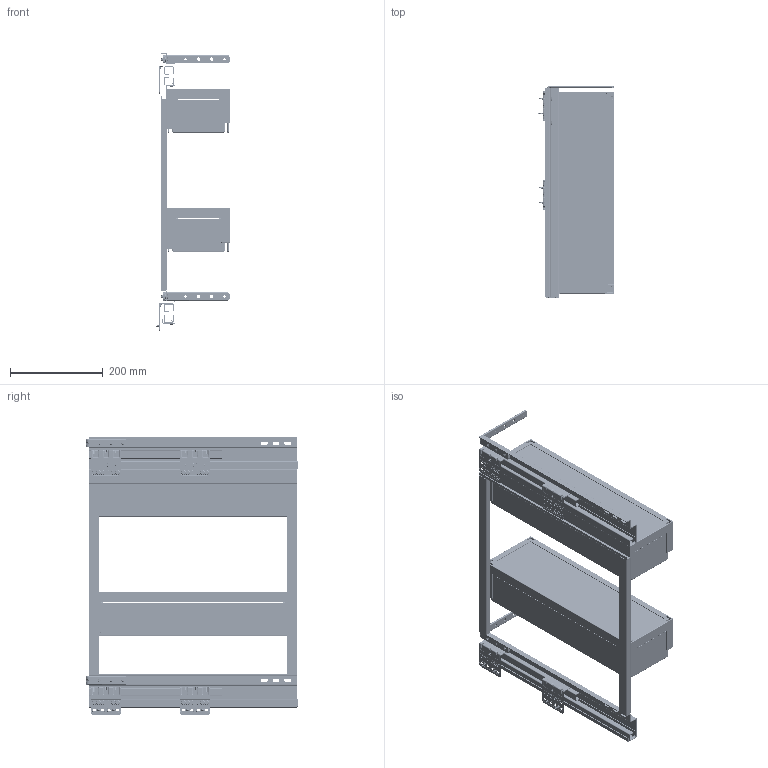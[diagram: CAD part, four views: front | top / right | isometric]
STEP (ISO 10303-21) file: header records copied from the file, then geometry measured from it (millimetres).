
FILE_DESCRIPTION((''),'2;1');
FILE_NAME('MX200-2L_ASM','2025-07-24T',('pc'),(''),'PRO/ENGINEER BY PARAMETRIC TECHNOLOGY CORPORATION, 2011310','PRO/ENGINEER BY PARAMETRIC TECHNOLOGY CORPORATION, 2011310','');
FILE_SCHEMA(('CONFIG_CONTROL_DESIGN'));
Products named in the file (24): KUANG-JIA-580-_4; 32___K___3; 32-1-_K___3; 32-2-_K___3; 32_-L_K___3; 6304-XYL-110-18A_K__ASM_3_ASM; M_-12MMPM____A___3; M_-7MMPM______A__3; MEN-KOU__1_ASM_4_ASM; LOUSI-4X14___3; LV--395__3; CE-GUA-HOU-YOU-ZHUAN-JIA-JIAN-_; CE-GUA-HOU-ZUO-ZHUAN-JIA-JIAN-_; LV---97_1; CE-GUA-QIAN-ZHUAN-JIAO-JIAN-_4; 150-BAN_418X121_1; 4X70X113_1; 4X70X412__3; GOU-2_X__3; PIAN-2_X__3; 200-LAN_ASM_2_ASM; L-CHANG-GAN; 200-BO-LI-CE-ZHUANG-584-2_ASM_2_ASM; MX200-2L_ASM
Assembly tree (38 placements, depth 4):
  MX200-2L_ASM
    200-BO-LI-CE-ZHUANG-584-2_ASM_2_ASM
      KUANG-JIA-580-_4
      6304-XYL-110-18A_K__ASM_3_ASM  x2
        32___K___3
        32-1-_K___3
        32-2-_K___3
        32_-L_K___3
      MEN-KOU__1_ASM_4_ASM  x2
        M_-12MMPM____A___3
        M_-7MMPM______A__3
      LOUSI-4X14___3  x4
      200-LAN_ASM_2_ASM  x2
        LV--395__3
        CE-GUA-HOU-YOU-ZHUAN-JIA-JIAN-_
        CE-GUA-HOU-ZUO-ZHUAN-JIA-JIAN-_
        LV---97_1
        CE-GUA-QIAN-ZHUAN-JIAO-JIAN-_4
        150-BAN_418X121_1
        4X70X113_1
        4X70X412__3
        GOU-2_X__3
        PIAN-2_X__3
      L-CHANG-GAN  x2
Bounding box: 164.7 x 458 x 600 mm (x, y, z)
Volume: 1925114.2 mm3; surface area: 1538285 mm2
Topology: 55 solids, 55 shells, 6624 faces, 17962 edges, 11444 vertices
Faces by surface type: plane 2952, cylinder 2130, cone 550, torus 466, bspline 454, sphere 72
Entity records: 110105 total; most frequent: CARTESIAN_POINT 41479, ORIENTED_EDGE 14732, DIRECTION 13871, EDGE_CURVE 7366, AXIS2_PLACEMENT_3D 4860, VERTEX_POINT 4726, VECTOR 4151, LINE 4151
